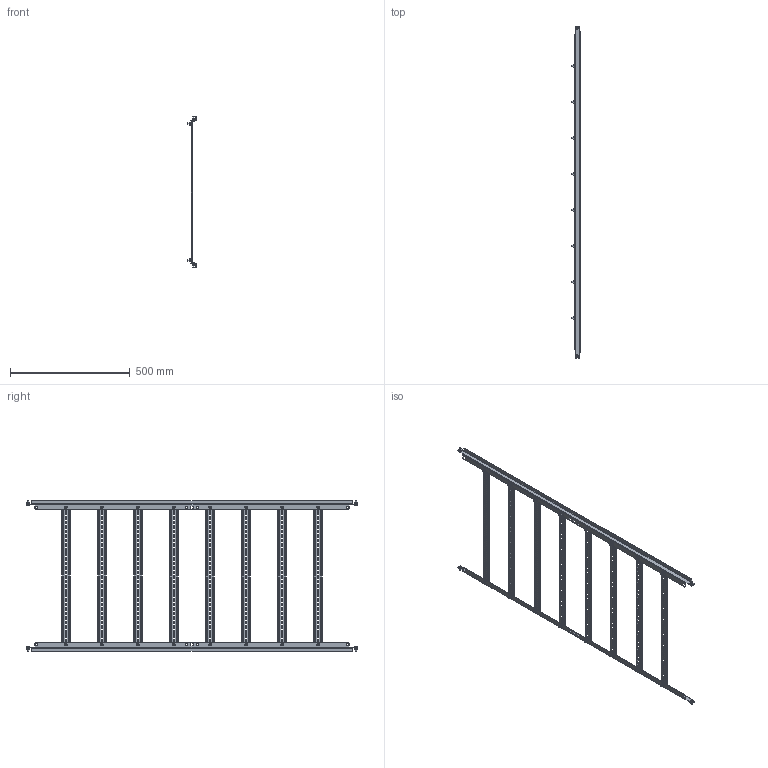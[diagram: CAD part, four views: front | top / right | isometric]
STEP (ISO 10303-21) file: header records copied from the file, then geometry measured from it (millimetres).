
FILE_DESCRIPTION (( 'STEP AP214' ), '1' );
FILE_NAME ('Ðàìà ñ äèí-ðåéêàìè äëÿ 140.65.27 Ãðàíèò EKF PROxima.STEP', '2022-06-28T07:18:09', ( '' ), ( '' ), 'SwSTEP 2.0', 'SolidWorks 2021', '' );
FILE_SCHEMA (( 'AUTOMOTIVE_DESIGN' ));
Length unit declared in the file: millimetre
Products named in the file (5): Ãàéêà êóçîâíàÿ Ì6; pan head cross recess screw_din_DIN EN ISO 7045 - M6 x 16 - Z - 16N; Ðàìà ñ äèí-ðåéêàìè äëÿ 140.65.27 Ãðàíèò EKF PROxima; Óñèëåííàÿ DIN-ðåéêà EKF 585ìì (ñõåìàòè÷íî)_L=260; ﾌﾈ-2458.06.00.001 ﾍ瑜粱 1400
Assembly tree (50 placements, depth 2):
  Ðàìà ñ äèí-ðåéêàìè äëÿ 140.65.27 Ãðàíèò EKF PROxima
    ﾌﾈ-2458.06.00.001 ﾍ瑜粱 1400  x2
    Ãàéêà êóçîâíàÿ Ì6  x20
    pan head cross recess screw_din_DIN EN ISO 7045 - M6 x 16 - Z - 16N  x20
    Óñèëåííàÿ DIN-ðåéêà EKF 585ìì (ñõåìàòè÷íî)_L=260  x8
Bounding box: 35 x 1383 x 627 mm (x, y, z)
Volume: 582368.3 mm3; surface area: 712436.6 mm2
Topology: 50 solids, 50 shells, 2888 faces, 7764 edges, 4956 vertices
Faces by surface type: plane 1720, cylinder 928, cone 120, torus 80, sphere 40
Entity records: 10876 total; most frequent: CARTESIAN_POINT 1918, DIRECTION 1802, ORIENTED_EDGE 1760, EDGE_CURVE 880, LINE 644, VECTOR 644, AXIS2_PLACEMENT_3D 579, VERTEX_POINT 567
